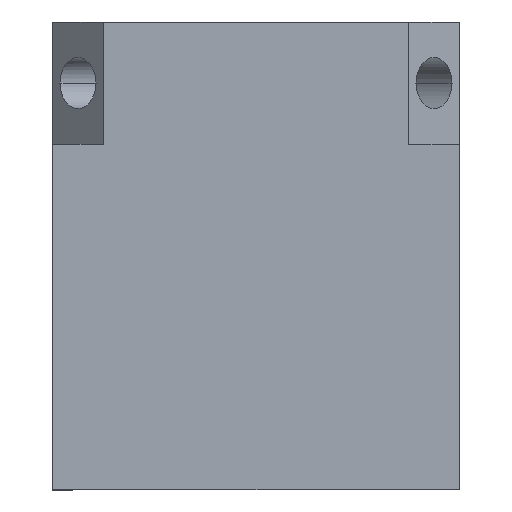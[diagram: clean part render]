
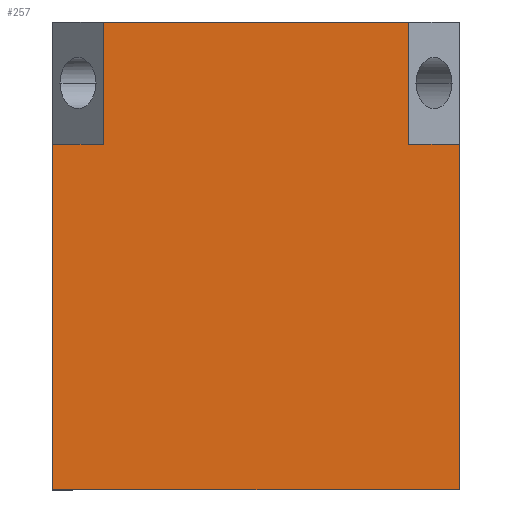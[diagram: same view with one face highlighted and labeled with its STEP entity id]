
A CAD part, left-side view. The second image highlights one B-rep face of the part: STEP entity #257.
In plain terms, the highlighted planar face has unit normal (-1, 0, 0).
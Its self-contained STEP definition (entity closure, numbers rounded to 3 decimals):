
#2 = LINE ( 'NONE', #2641, #1712 ) ;
#9 = DIRECTION ( 'NONE',  ( 0., -1., 0. ) ) ;
#162 = CARTESIAN_POINT ( 'NONE',  ( -10.5, 7.5, 7.5 ) ) ;
#203 = EDGE_CURVE ( 'NONE', #782, #1679, #2, .T. ) ;
#214 = ORIENTED_EDGE ( 'NONE', *, *, #203, .F. ) ;
#241 = CARTESIAN_POINT ( 'NONE',  ( -10.5, -10., 13.5 ) ) ;
#257 = ADVANCED_FACE ( 'NONE', ( #2223 ), #680, .F. ) ;
#275 = DIRECTION ( 'NONE',  ( 0., 0., -1. ) ) ;
#320 = CARTESIAN_POINT ( 'NONE',  ( -10.5, -7.5, 7.5 ) ) ;
#342 = ORIENTED_EDGE ( 'NONE', *, *, #2361, .F. ) ;
#467 = DIRECTION ( 'NONE',  ( 0., 0., 1. ) ) ;
#468 = VERTEX_POINT ( 'NONE', #884 ) ;
#543 = VERTEX_POINT ( 'NONE', #1996 ) ;
#588 = LINE ( 'NONE', #1664, #2786 ) ;
#593 = LINE ( 'NONE', #1676, #2792 ) ;
#595 = ORIENTED_EDGE ( 'NONE', *, *, #998, .T. ) ;
#599 = VECTOR ( 'NONE', #1169, 1000. ) ;
#660 = VECTOR ( 'NONE', #9, 1000. ) ;
#669 = CARTESIAN_POINT ( 'NONE',  ( -10.5, -10., 13.5 ) ) ;
#680 = PLANE ( 'NONE',  #907 ) ;
#719 = EDGE_CURVE ( 'NONE', #1679, #468, #1772, .T. ) ;
#749 = EDGE_CURVE ( 'NONE', #2171, #1018, #593, .T. ) ;
#782 = VERTEX_POINT ( 'NONE', #162 ) ;
#786 = DIRECTION ( 'NONE',  ( 0., 0., -1. ) ) ;
#862 = ORIENTED_EDGE ( 'NONE', *, *, #749, .F. ) ;
#868 = EDGE_LOOP ( 'NONE', ( #1148, #595, #342, #862, #1196, #2207, #214, #1887 ) ) ;
#884 = CARTESIAN_POINT ( 'NONE',  ( -10.5, -7.5, 13.5 ) ) ;
#907 = AXIS2_PLACEMENT_3D ( 'NONE', #241, #936, #275 ) ;
#936 = DIRECTION ( 'NONE',  ( 1., 0., 0. ) ) ;
#998 = EDGE_CURVE ( 'NONE', #1224, #1577, #1201, .T. ) ;
#1018 = VERTEX_POINT ( 'NONE', #2274 ) ;
#1043 = DIRECTION ( 'NONE',  ( 0., -1., 0. ) ) ;
#1045 = CARTESIAN_POINT ( 'NONE',  ( -10.5, 7.5, 13.5 ) ) ;
#1051 = EDGE_CURVE ( 'NONE', #782, #543, #2350, .T. ) ;
#1124 = VECTOR ( 'NONE', #1188, 1000. ) ;
#1148 = ORIENTED_EDGE ( 'NONE', *, *, #2312, .T. ) ;
#1169 = DIRECTION ( 'NONE',  ( 0., -1., 0. ) ) ;
#1188 = DIRECTION ( 'NONE',  ( 0., 1., 0. ) ) ;
#1196 = ORIENTED_EDGE ( 'NONE', *, *, #1988, .T. ) ;
#1201 = LINE ( 'NONE', #1598, #599 ) ;
#1224 = VERTEX_POINT ( 'NONE', #1485 ) ;
#1378 = CARTESIAN_POINT ( 'NONE',  ( -10.5, -10., -9.5 ) ) ;
#1455 = DIRECTION ( 'NONE',  ( 0., 0., -1. ) ) ;
#1485 = CARTESIAN_POINT ( 'NONE',  ( -10.5, 10., -9.5 ) ) ;
#1570 = CARTESIAN_POINT ( 'NONE',  ( -10.5, -7.5, 7.5 ) ) ;
#1577 = VERTEX_POINT ( 'NONE', #1378 ) ;
#1598 = CARTESIAN_POINT ( 'NONE',  ( -10.5, 10., -9.5 ) ) ;
#1638 = VECTOR ( 'NONE', #786, 1000. ) ;
#1664 = CARTESIAN_POINT ( 'NONE',  ( -10.5, 10., 13.5 ) ) ;
#1676 = CARTESIAN_POINT ( 'NONE',  ( -10.5, -10., 7.5 ) ) ;
#1679 = VERTEX_POINT ( 'NONE', #1045 ) ;
#1712 = VECTOR ( 'NONE', #1963, 1000. ) ;
#1736 = LINE ( 'NONE', #1570, #2248 ) ;
#1772 = LINE ( 'NONE', #669, #660 ) ;
#1887 = ORIENTED_EDGE ( 'NONE', *, *, #1051, .T. ) ;
#1897 = CARTESIAN_POINT ( 'NONE',  ( -10.5, -10., 13.5 ) ) ;
#1963 = DIRECTION ( 'NONE',  ( 0., 0., 1. ) ) ;
#1988 = EDGE_CURVE ( 'NONE', #2171, #468, #1736, .T. ) ;
#1996 = CARTESIAN_POINT ( 'NONE',  ( -10.5, 10., 7.5 ) ) ;
#2068 = CARTESIAN_POINT ( 'NONE',  ( -10.5, 10., 7.5 ) ) ;
#2171 = VERTEX_POINT ( 'NONE', #320 ) ;
#2207 = ORIENTED_EDGE ( 'NONE', *, *, #719, .F. ) ;
#2213 = LINE ( 'NONE', #1897, #1638 ) ;
#2223 = FACE_OUTER_BOUND ( 'NONE', #868, .T. ) ;
#2248 = VECTOR ( 'NONE', #467, 1000. ) ;
#2274 = CARTESIAN_POINT ( 'NONE',  ( -10.5, -10., 7.5 ) ) ;
#2312 = EDGE_CURVE ( 'NONE', #543, #1224, #588, .T. ) ;
#2350 = LINE ( 'NONE', #2068, #1124 ) ;
#2361 = EDGE_CURVE ( 'NONE', #1018, #1577, #2213, .T. ) ;
#2641 = CARTESIAN_POINT ( 'NONE',  ( -10.5, 7.5, 7.5 ) ) ;
#2786 = VECTOR ( 'NONE', #1455, 1000. ) ;
#2792 = VECTOR ( 'NONE', #1043, 1000. ) ;
